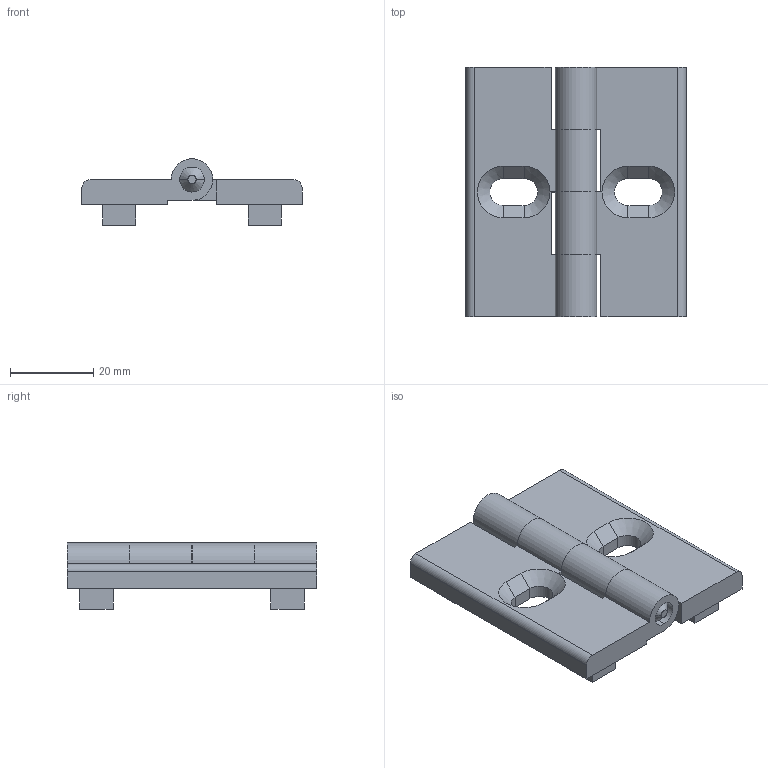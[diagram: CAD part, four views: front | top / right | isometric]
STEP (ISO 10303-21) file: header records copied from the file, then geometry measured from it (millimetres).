
FILE_DESCRIPTION(('Creo Elements/Direct Modeling STEP Export'),'2;1');
FILE_NAME('44.0340.1_Anschraubscharnier-MMS-44_60x53-schwarz.stp','2022-03-21T 9:01:06',(''),(''),'PTC Creo Elements/Direct Modeling STEP processor for AP214 (Solid Model)','PTC Creo Elements/Direct Modeling 19.0C 15-Aug-2015 (C) Parametric Technology GmbH','');
FILE_SCHEMA(('AUTOMOTIVE_DESIGN { 1 0 10303 214 1 1 1 1 }'));
Length unit declared in the file: millimetre
Products named in the file (4): Stabilisierungszapfen_8.5x8x8_96.3032_PX174724.02.02; Bolzen_Ø6x60_96.4136_PX174719; Scharnierschenkel_60x31.5_96.4134_PX174726.02; Anschraubscharnier-MMS-44_60x53-schwarz_44.0340.1_PX174763
Assembly tree (7 placements, depth 2):
  Anschraubscharnier-MMS-44_60x53-schwarz_44.0340.1_PX174763
    Scharnierschenkel_60x31.5_96.4134_PX174726.02  x2
    Stabilisierungszapfen_8.5x8x8_96.3032_PX174724.02.02  x4
    Bolzen_Ø6x60_96.4136_PX174719
Bounding box: 53 x 60 x 16 mm (x, y, z)
Volume: 19732.4 mm3; surface area: 12922.1 mm2
Topology: 7 solids, 7 shells, 250 faces, 597 edges, 373 vertices
Faces by surface type: plane 188, cylinder 46, cone 16
Entity records: 4326 total; most frequent: ORIENTED_EDGE 858, CARTESIAN_POINT 686, DIRECTION 570, EDGE_CURVE 429, VECTOR 280, LINE 280, VERTEX_POINT 261, EDGE_LOOP 190
